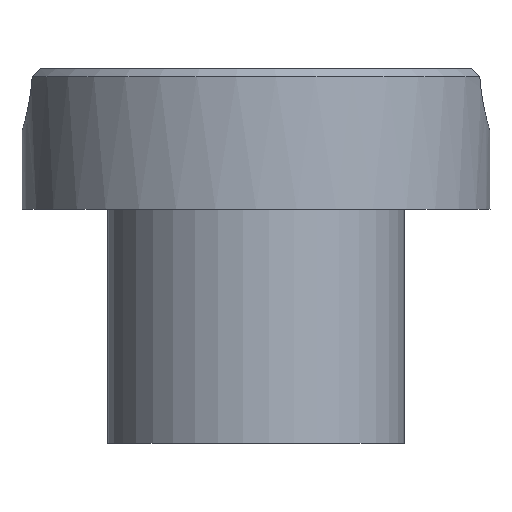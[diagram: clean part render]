
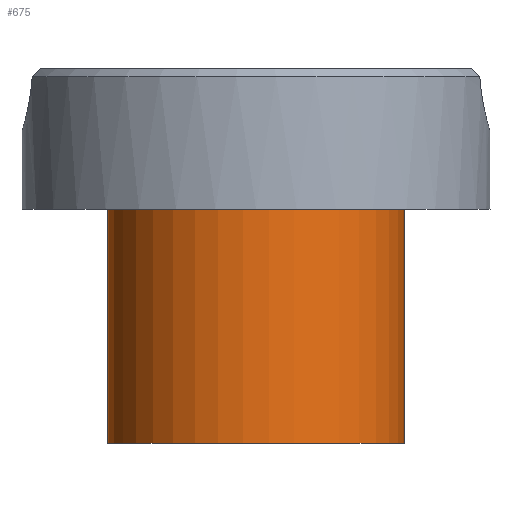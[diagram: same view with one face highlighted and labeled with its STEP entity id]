
A CAD part, left-side view. The second image highlights one B-rep face of the part: STEP entity #675.
In plain terms, the highlighted cylindrical face has radius 9.5 mm (diameter 19 mm), a partial arc.
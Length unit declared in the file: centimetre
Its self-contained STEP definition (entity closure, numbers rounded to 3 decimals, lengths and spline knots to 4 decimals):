
#161=VECTOR('',#2794,1.);
#163=VECTOR('',#2796,1.);
#189=LINE('',#2658,#161);
#191=LINE('',#2663,#163);
#203=CYLINDRICAL_SURFACE('',#736,0.95);
#225=CIRCLE('',#733,0.95);
#226=CIRCLE('',#735,0.95);
#276=VERTEX_POINT('',#2659);
#277=VERTEX_POINT('',#2660);
#278=VERTEX_POINT('',#2662);
#279=VERTEX_POINT('',#2664);
#383=EDGE_CURVE('',#276,#277,#189,.T.);
#385=EDGE_CURVE('',#279,#278,#191,.T.);
#387=EDGE_CURVE('',#277,#279,#225,.T.);
#388=EDGE_CURVE('',#278,#276,#226,.T.);
#555=ORIENTED_EDGE('',*,*,#383,.T.);
#556=ORIENTED_EDGE('',*,*,#387,.T.);
#557=ORIENTED_EDGE('',*,*,#385,.T.);
#558=ORIENTED_EDGE('',*,*,#388,.T.);
#598=EDGE_LOOP('',(#555,#556,#557,#558));
#638=FACE_BOUND('',#598,.T.);
#675=ADVANCED_FACE('',(#638),#203,.T.);
#733=AXIS2_PLACEMENT_3D('',#2667,#2799,#2800);
#735=AXIS2_PLACEMENT_3D('',#2669,#2802,#2803);
#736=AXIS2_PLACEMENT_3D('',#2670,#2804,#2805);
#2658=CARTESIAN_POINT('',(0.9,0.3041,0.75));
#2659=CARTESIAN_POINT('',(0.9,0.3041,1.5));
#2660=CARTESIAN_POINT('',(0.9,0.3041,0.));
#2662=CARTESIAN_POINT('',(0.9,-0.3041,1.5));
#2663=CARTESIAN_POINT('',(0.9,-0.3041,0.75));
#2664=CARTESIAN_POINT('',(0.9,-0.3041,0.));
#2667=CARTESIAN_POINT('',(0.,0.,0.));
#2669=CARTESIAN_POINT('',(0.,0.,1.5));
#2670=CARTESIAN_POINT('',(0.,0.,0.));
#2794=DIRECTION('',(0.,0.,-1.));
#2796=DIRECTION('',(0.,0.,1.));
#2799=DIRECTION('',(0.,0.,1.));
#2800=DIRECTION('',(0.95,0.,0.));
#2802=DIRECTION('',(0.,0.,-1.));
#2803=DIRECTION('',(0.95,0.,0.));
#2804=DIRECTION('',(0.,0.,1.));
#2805=DIRECTION('',(0.95,0.,0.));
